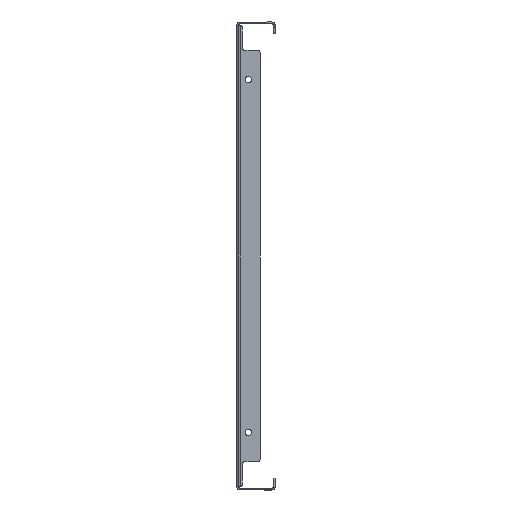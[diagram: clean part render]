
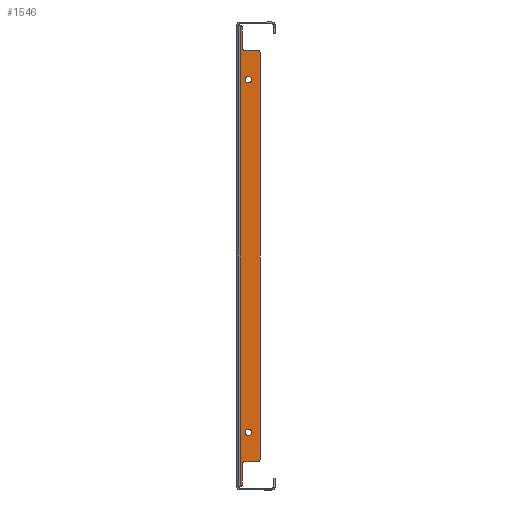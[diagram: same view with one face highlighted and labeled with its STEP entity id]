
A CAD part, left-side view. The second image highlights one B-rep face of the part: STEP entity #1546.
In plain terms, the highlighted planar face has unit normal (-1, 0, 0).
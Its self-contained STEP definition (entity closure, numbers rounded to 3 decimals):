
#15 = LINE ( 'NONE', #5017, #8310 ) ;
#106 = DIRECTION ( 'NONE',  ( -1., 0., 0. ) ) ;
#182 = VECTOR ( 'NONE', #7272, 1000. ) ;
#392 = CARTESIAN_POINT ( 'NONE',  ( -449., -18., -175. ) ) ;
#394 = CIRCLE ( 'NONE', #3199, 2. ) ;
#588 = ORIENTED_EDGE ( 'NONE', *, *, #7174, .T. ) ;
#816 = VERTEX_POINT ( 'NONE', #5024 ) ;
#894 = LINE ( 'NONE', #2854, #4208 ) ;
#999 = ORIENTED_EDGE ( 'NONE', *, *, #2773, .T. ) ;
#1007 = CIRCLE ( 'NONE', #13096, 2.75 ) ;
#1020 = VERTEX_POINT ( 'NONE', #12713 ) ;
#1099 = EDGE_CURVE ( 'NONE', #6682, #9857, #7467, .T. ) ;
#1251 = EDGE_CURVE ( 'NONE', #6051, #10455, #13298, .T. ) ;
#1473 = VERTEX_POINT ( 'NONE', #9906 ) ;
#1546 = ADVANCED_FACE ( 'NONE', ( #7326, #12526, #9487 ), #10574, .F. ) ;
#1667 = ORIENTED_EDGE ( 'NONE', *, *, #8253, .T. ) ;
#1671 = CARTESIAN_POINT ( 'NONE',  ( -449., -20., 196. ) ) ;
#1869 = EDGE_CURVE ( 'NONE', #13258, #7725, #1007, .T. ) ;
#1985 = VERTEX_POINT ( 'NONE', #5094 ) ;
#2094 = CARTESIAN_POINT ( 'NONE',  ( -449., -20., -173. ) ) ;
#2117 = CARTESIAN_POINT ( 'NONE',  ( -449., 0., 0. ) ) ;
#2205 = DIRECTION ( 'NONE',  ( 1., 0., 0. ) ) ;
#2272 = ORIENTED_EDGE ( 'NONE', *, *, #8341, .T. ) ;
#2284 = DIRECTION ( 'NONE',  ( 1., 0., 0. ) ) ;
#2524 = EDGE_CURVE ( 'NONE', #8243, #6051, #7700, .T. ) ;
#2603 = CARTESIAN_POINT ( 'NONE',  ( -449., -7., 177. ) ) ;
#2773 = EDGE_CURVE ( 'NONE', #3345, #11791, #7512, .T. ) ;
#2854 = CARTESIAN_POINT ( 'NONE',  ( -449., -20., 175. ) ) ;
#3060 = EDGE_CURVE ( 'NONE', #13260, #4225, #4160, .T. ) ;
#3133 = EDGE_CURVE ( 'NONE', #7725, #13258, #8378, .T. ) ;
#3146 = CARTESIAN_POINT ( 'NONE',  ( -449., -3., 196. ) ) ;
#3199 = AXIS2_PLACEMENT_3D ( 'NONE', #3824, #4984, #13290 ) ;
#3333 = CARTESIAN_POINT ( 'NONE',  ( -449., -5., 196. ) ) ;
#3345 = VERTEX_POINT ( 'NONE', #4606 ) ;
#3421 = AXIS2_PLACEMENT_3D ( 'NONE', #7215, #7286, #5504 ) ;
#3440 = EDGE_CURVE ( 'NONE', #11791, #3345, #9046, .T. ) ;
#3494 = ORIENTED_EDGE ( 'NONE', *, *, #1251, .T. ) ;
#3604 = CARTESIAN_POINT ( 'NONE',  ( -449., -3., 196. ) ) ;
#3766 = CARTESIAN_POINT ( 'NONE',  ( -449., -20., -175. ) ) ;
#3783 = AXIS2_PLACEMENT_3D ( 'NONE', #12914, #8860, #9999 ) ;
#3824 = CARTESIAN_POINT ( 'NONE',  ( -449., -7., -177. ) ) ;
#4116 = ORIENTED_EDGE ( 'NONE', *, *, #4859, .T. ) ;
#4160 = LINE ( 'NONE', #3146, #182 ) ;
#4208 = VECTOR ( 'NONE', #5018, 1000. ) ;
#4225 = VERTEX_POINT ( 'NONE', #3604 ) ;
#4287 = DIRECTION ( 'NONE',  ( 0., 0., 1. ) ) ;
#4411 = LINE ( 'NONE', #3333, #6811 ) ;
#4494 = AXIS2_PLACEMENT_3D ( 'NONE', #7421, #2284, #6416 ) ;
#4606 = CARTESIAN_POINT ( 'NONE',  ( -449., -7.25, -150. ) ) ;
#4639 = CARTESIAN_POINT ( 'NONE',  ( -449., -20., 173. ) ) ;
#4859 = EDGE_CURVE ( 'NONE', #13260, #7135, #10870, .T. ) ;
#4984 = DIRECTION ( 'NONE',  ( 1., 0., 0. ) ) ;
#5017 = CARTESIAN_POINT ( 'NONE',  ( -449., -5., -196. ) ) ;
#5018 = DIRECTION ( 'NONE',  ( 0., 1., 0. ) ) ;
#5024 = CARTESIAN_POINT ( 'NONE',  ( -449., -5., 177. ) ) ;
#5081 = DIRECTION ( 'NONE',  ( 0., 0., 1. ) ) ;
#5094 = CARTESIAN_POINT ( 'NONE',  ( -449., -5., 194. ) ) ;
#5141 = DIRECTION ( 'NONE',  ( 0., 1., 0. ) ) ;
#5325 = CARTESIAN_POINT ( 'NONE',  ( -449., -3., -196. ) ) ;
#5399 = CARTESIAN_POINT ( 'NONE',  ( -449., -12.75, 150. ) ) ;
#5504 = DIRECTION ( 'NONE',  ( 0., 1., 0. ) ) ;
#5706 = DIRECTION ( 'NONE',  ( 1., 0., 0. ) ) ;
#5729 = ORIENTED_EDGE ( 'NONE', *, *, #2524, .T. ) ;
#5966 = EDGE_LOOP ( 'NONE', ( #999, #10759 ) ) ;
#6051 = VERTEX_POINT ( 'NONE', #392 ) ;
#6400 = CARTESIAN_POINT ( 'NONE',  ( -449., -18., -173. ) ) ;
#6416 = DIRECTION ( 'NONE',  ( 0., -1., 0. ) ) ;
#6471 = CARTESIAN_POINT ( 'NONE',  ( -449., -10., 150. ) ) ;
#6552 = DIRECTION ( 'NONE',  ( 0., -1., 0. ) ) ;
#6586 = AXIS2_PLACEMENT_3D ( 'NONE', #2603, #5706, #9964 ) ;
#6682 = VERTEX_POINT ( 'NONE', #4639 ) ;
#6720 = EDGE_CURVE ( 'NONE', #6682, #10455, #7942, .T. ) ;
#6728 = EDGE_LOOP ( 'NONE', ( #10228, #12333 ) ) ;
#6811 = VECTOR ( 'NONE', #4287, 1000. ) ;
#7020 = CIRCLE ( 'NONE', #6586, 2. ) ;
#7091 = AXIS2_PLACEMENT_3D ( 'NONE', #6471, #10596, #9436 ) ;
#7135 = VERTEX_POINT ( 'NONE', #8671 ) ;
#7174 = EDGE_CURVE ( 'NONE', #7135, #1020, #15, .T. ) ;
#7215 = CARTESIAN_POINT ( 'NONE',  ( -449., -3., 194. ) ) ;
#7272 = DIRECTION ( 'NONE',  ( 0., 0., 1. ) ) ;
#7286 = DIRECTION ( 'NONE',  ( -1., 0., 0. ) ) ;
#7326 = FACE_BOUND ( 'NONE', #6728, .T. ) ;
#7421 = CARTESIAN_POINT ( 'NONE',  ( -449., -10., -150. ) ) ;
#7467 = CIRCLE ( 'NONE', #3783, 2. ) ;
#7512 = CIRCLE ( 'NONE', #4494, 2.75 ) ;
#7514 = DIRECTION ( 'NONE',  ( 0., -1., 0. ) ) ;
#7700 = LINE ( 'NONE', #3766, #7923 ) ;
#7725 = VERTEX_POINT ( 'NONE', #10076 ) ;
#7889 = AXIS2_PLACEMENT_3D ( 'NONE', #6400, #106, #12474 ) ;
#7923 = VECTOR ( 'NONE', #6552, 1000. ) ;
#7941 = ORIENTED_EDGE ( 'NONE', *, *, #1099, .T. ) ;
#7942 = LINE ( 'NONE', #1671, #11767 ) ;
#8205 = DIRECTION ( 'NONE',  ( 1., 0., 0. ) ) ;
#8243 = VERTEX_POINT ( 'NONE', #8672 ) ;
#8253 = EDGE_CURVE ( 'NONE', #816, #1985, #4411, .T. ) ;
#8310 = VECTOR ( 'NONE', #5081, 1000. ) ;
#8311 = DIRECTION ( 'NONE',  ( -1., 0., 0. ) ) ;
#8341 = EDGE_CURVE ( 'NONE', #1473, #816, #7020, .T. ) ;
#8378 = CIRCLE ( 'NONE', #7091, 2.75 ) ;
#8389 = AXIS2_PLACEMENT_3D ( 'NONE', #11708, #12581, #7514 ) ;
#8472 = EDGE_CURVE ( 'NONE', #9857, #1473, #894, .T. ) ;
#8671 = CARTESIAN_POINT ( 'NONE',  ( -449., -5., -194. ) ) ;
#8672 = CARTESIAN_POINT ( 'NONE',  ( -449., -7., -175. ) ) ;
#8732 = ORIENTED_EDGE ( 'NONE', *, *, #6720, .F. ) ;
#8860 = DIRECTION ( 'NONE',  ( -1., 0., 0. ) ) ;
#9046 = CIRCLE ( 'NONE', #8389, 2.75 ) ;
#9436 = DIRECTION ( 'NONE',  ( 0., 1., 0. ) ) ;
#9487 = FACE_OUTER_BOUND ( 'NONE', #13251, .T. ) ;
#9551 = AXIS2_PLACEMENT_3D ( 'NONE', #11434, #8311, #5141 ) ;
#9857 = VERTEX_POINT ( 'NONE', #10341 ) ;
#9906 = CARTESIAN_POINT ( 'NONE',  ( -449., -7., 175. ) ) ;
#9964 = DIRECTION ( 'NONE',  ( 0., 1., 0. ) ) ;
#9999 = DIRECTION ( 'NONE',  ( 0., 1., 0. ) ) ;
#10076 = CARTESIAN_POINT ( 'NONE',  ( -449., -7.25, 150. ) ) ;
#10228 = ORIENTED_EDGE ( 'NONE', *, *, #3133, .T. ) ;
#10341 = CARTESIAN_POINT ( 'NONE',  ( -449., -18., 175. ) ) ;
#10455 = VERTEX_POINT ( 'NONE', #2094 ) ;
#10522 = CARTESIAN_POINT ( 'NONE',  ( -449., -10., 150. ) ) ;
#10574 = PLANE ( 'NONE',  #12431 ) ;
#10596 = DIRECTION ( 'NONE',  ( 1., 0., 0. ) ) ;
#10759 = ORIENTED_EDGE ( 'NONE', *, *, #3440, .T. ) ;
#10815 = EDGE_CURVE ( 'NONE', #1985, #4225, #12265, .T. ) ;
#10869 = DIRECTION ( 'NONE',  ( 0., 0., -1. ) ) ;
#10870 = CIRCLE ( 'NONE', #9551, 2. ) ;
#11434 = CARTESIAN_POINT ( 'NONE',  ( -449., -3., -194. ) ) ;
#11515 = DIRECTION ( 'NONE',  ( 0., 1., 0. ) ) ;
#11708 = CARTESIAN_POINT ( 'NONE',  ( -449., -10., -150. ) ) ;
#11767 = VECTOR ( 'NONE', #10869, 1000. ) ;
#11791 = VERTEX_POINT ( 'NONE', #11907 ) ;
#11823 = ORIENTED_EDGE ( 'NONE', *, *, #8472, .T. ) ;
#11907 = CARTESIAN_POINT ( 'NONE',  ( -449., -12.75, -150. ) ) ;
#12265 = CIRCLE ( 'NONE', #3421, 2. ) ;
#12333 = ORIENTED_EDGE ( 'NONE', *, *, #1869, .T. ) ;
#12334 = EDGE_CURVE ( 'NONE', #1020, #8243, #394, .T. ) ;
#12411 = ORIENTED_EDGE ( 'NONE', *, *, #12334, .T. ) ;
#12431 = AXIS2_PLACEMENT_3D ( 'NONE', #2117, #8205, #11515 ) ;
#12474 = DIRECTION ( 'NONE',  ( 0., 1., 0. ) ) ;
#12476 = DIRECTION ( 'NONE',  ( 0., 1., 0. ) ) ;
#12526 = FACE_BOUND ( 'NONE', #5966, .T. ) ;
#12559 = ORIENTED_EDGE ( 'NONE', *, *, #10815, .T. ) ;
#12581 = DIRECTION ( 'NONE',  ( 1., 0., 0. ) ) ;
#12713 = CARTESIAN_POINT ( 'NONE',  ( -449., -5., -177. ) ) ;
#12804 = ORIENTED_EDGE ( 'NONE', *, *, #3060, .F. ) ;
#12914 = CARTESIAN_POINT ( 'NONE',  ( -449., -18., 173. ) ) ;
#13096 = AXIS2_PLACEMENT_3D ( 'NONE', #10522, #2205, #12476 ) ;
#13251 = EDGE_LOOP ( 'NONE', ( #1667, #12559, #12804, #4116, #588, #12411, #5729, #3494, #8732, #7941, #11823, #2272 ) ) ;
#13258 = VERTEX_POINT ( 'NONE', #5399 ) ;
#13260 = VERTEX_POINT ( 'NONE', #5325 ) ;
#13290 = DIRECTION ( 'NONE',  ( 0., 1., 0. ) ) ;
#13298 = CIRCLE ( 'NONE', #7889, 2. ) ;
